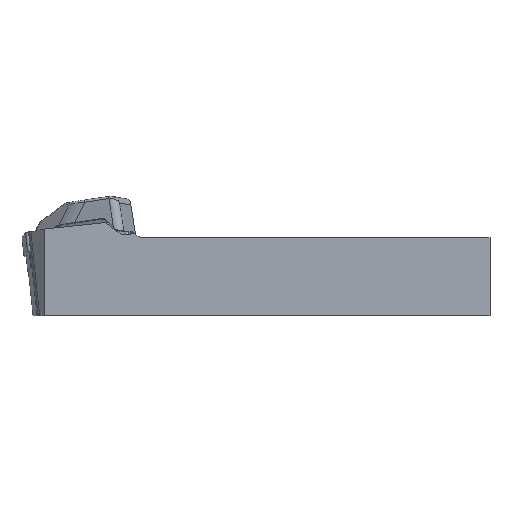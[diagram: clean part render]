
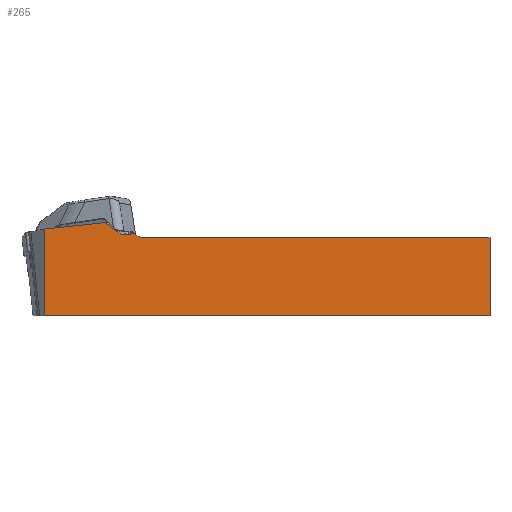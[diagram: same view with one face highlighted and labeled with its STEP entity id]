
A CAD part, front view. The second image highlights one B-rep face of the part: STEP entity #265.
In plain terms, the highlighted planar face has unit normal (0, -1, 0).
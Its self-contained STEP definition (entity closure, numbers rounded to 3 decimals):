
#265=ADVANCED_FACE('',(#433),#385,.F.);
#385=PLANE('',#2177);
#433=FACE_OUTER_BOUND('',#550,.T.);
#550=EDGE_LOOP('',(#1051,#1052,#1053,#1054,#1055,#1056,#1057,#1058));
#691=LINE('',#3113,#853);
#703=LINE('',#3173,#865);
#705=LINE('',#3178,#867);
#706=LINE('',#3180,#868);
#707=LINE('',#3182,#869);
#708=LINE('',#3184,#870);
#709=LINE('',#3186,#871);
#710=LINE('',#3188,#872);
#853=VECTOR('',#2435,1.);
#865=VECTOR('',#2455,1.);
#867=VECTOR('',#2461,1.);
#868=VECTOR('',#2462,1.);
#869=VECTOR('',#2463,1.);
#870=VECTOR('',#2464,1.);
#871=VECTOR('',#2465,1.);
#872=VECTOR('',#2466,1.);
#1051=ORIENTED_EDGE('',*,*,#1817,.F.);
#1052=ORIENTED_EDGE('',*,*,#1832,.F.);
#1053=ORIENTED_EDGE('',*,*,#1835,.T.);
#1054=ORIENTED_EDGE('',*,*,#1836,.F.);
#1055=ORIENTED_EDGE('',*,*,#1837,.F.);
#1056=ORIENTED_EDGE('',*,*,#1838,.F.);
#1057=ORIENTED_EDGE('',*,*,#1839,.T.);
#1058=ORIENTED_EDGE('',*,*,#1840,.F.);
#1625=VERTEX_POINT('',#3112);
#1626=VERTEX_POINT('',#3114);
#1638=VERTEX_POINT('',#3172);
#1640=VERTEX_POINT('',#3179);
#1641=VERTEX_POINT('',#3181);
#1642=VERTEX_POINT('',#3183);
#1643=VERTEX_POINT('',#3185);
#1644=VERTEX_POINT('',#3187);
#1817=EDGE_CURVE('',#1625,#1626,#691,.T.);
#1832=EDGE_CURVE('',#1638,#1625,#703,.T.);
#1835=EDGE_CURVE('',#1638,#1640,#705,.T.);
#1836=EDGE_CURVE('',#1641,#1640,#706,.T.);
#1837=EDGE_CURVE('',#1642,#1641,#707,.T.);
#1838=EDGE_CURVE('',#1643,#1642,#708,.T.);
#1839=EDGE_CURVE('',#1643,#1644,#709,.T.);
#1840=EDGE_CURVE('',#1626,#1644,#710,.T.);
#2177=AXIS2_PLACEMENT_3D('',#3189,#2467,#2468);
#2435=DIRECTION('',(0.805,0.,-0.593));
#2455=DIRECTION('',(0.994,0.,0.105));
#2461=DIRECTION('',(0.002,0.,-1.));
#2462=DIRECTION('',(-1.,0.,0.));
#2463=DIRECTION('',(0.,0.,-1.));
#2464=DIRECTION('',(1.,0.,0.));
#2465=DIRECTION('',(-0.819,0.,0.574));
#2466=DIRECTION('',(0.994,0.,0.105));
#2467=DIRECTION('',(0.,1.,0.));
#2468=DIRECTION('',(1.,0.,0.));
#3112=CARTESIAN_POINT('',(26.739,0.,4.835));
#3113=CARTESIAN_POINT('',(85.142,0.,-38.141));
#3114=CARTESIAN_POINT('',(32.146,0.,0.857));
#3172=CARTESIAN_POINT('',(7.18,0.,2.768));
#3173=CARTESIAN_POINT('',(153.359,0.,18.216));
#3178=CARTESIAN_POINT('',(7.242,0.,-36.564));
#3179=CARTESIAN_POINT('',(7.223,0.,-25.));
#3180=CARTESIAN_POINT('',(150.,0.,-25.));
#3181=CARTESIAN_POINT('',(150.,0.,-25.));
#3182=CARTESIAN_POINT('',(150.,0.,50.));
#3183=CARTESIAN_POINT('',(150.,0.,0.));
#3184=CARTESIAN_POINT('',(150.,0.,0.));
#3185=CARTESIAN_POINT('',(38.,0.,0.));
#3186=CARTESIAN_POINT('',(89.661,0.,-36.173));
#3187=CARTESIAN_POINT('',(36.169,0.,1.282));
#3188=CARTESIAN_POINT('',(153.835,0.,13.717));
#3189=CARTESIAN_POINT('',(150.,0.,50.));
